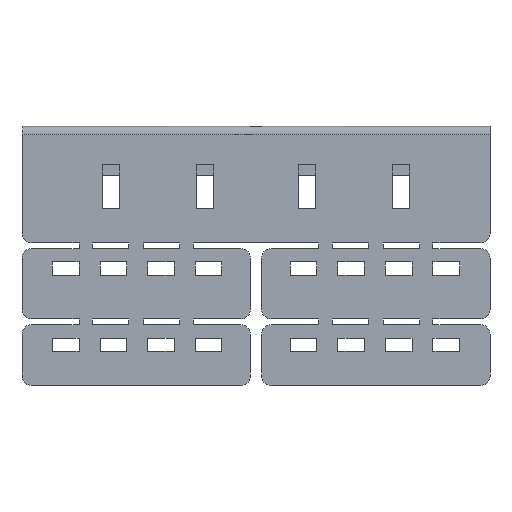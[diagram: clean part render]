
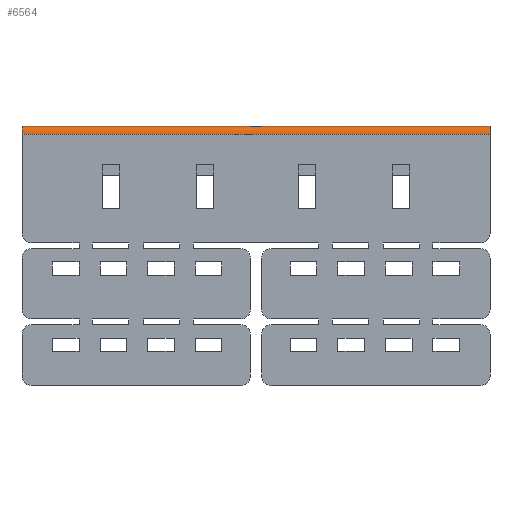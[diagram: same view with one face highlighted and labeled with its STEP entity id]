
A CAD part, top view. The second image highlights one B-rep face of the part: STEP entity #6564.
In plain terms, the highlighted cylindrical face has radius 4 mm (diameter 8 mm), a partial arc.
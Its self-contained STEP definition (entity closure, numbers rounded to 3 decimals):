
#1883=DIRECTION('',(1.,0.,0.));
#1884=VECTOR('',#1883,120.);
#1885=CARTESIAN_POINT('',(0.,136.217,-2.));
#1886=LINE('',#1885,#1884);
#1887=CARTESIAN_POINT('',(120.,132.217,-2.));
#1888=DIRECTION('',(-1.,0.,0.));
#1889=DIRECTION('',(0.,0.947,0.32));
#1890=AXIS2_PLACEMENT_3D('',#1887,#1888,#1889);
#1892=DIRECTION('',(-1.,0.,0.));
#1893=VECTOR('',#1892,6.);
#1894=CARTESIAN_POINT('',(126.,136.007,-0.721));
#1895=LINE('',#1894,#1893);
#1896=CARTESIAN_POINT('',(126.,132.217,-2.));
#1897=DIRECTION('',(1.,0.,0.));
#1898=DIRECTION('',(0.,1.,0.));
#1899=AXIS2_PLACEMENT_3D('',#1896,#1897,#1898);
#1901=DIRECTION('',(1.,0.,0.));
#1902=VECTOR('',#1901,120.);
#1903=CARTESIAN_POINT('',(126.,136.217,-2.));
#1904=LINE('',#1903,#1902);
#1905=CARTESIAN_POINT('',(246.,132.217,-2.));
#1906=DIRECTION('',(-1.,0.,0.));
#1907=DIRECTION('',(0.,0.,1.));
#1908=AXIS2_PLACEMENT_3D('',#1905,#1906,#1907);
#1910=CARTESIAN_POINT('',(0.,132.217,-2.));
#1911=DIRECTION('',(1.,0.,0.));
#1912=DIRECTION('',(0.,1.,0.));
#1913=AXIS2_PLACEMENT_3D('',#1910,#1911,#1912);
#1915=DIRECTION('',(1.,0.,0.));
#1916=VECTOR('',#1915,246.);
#1917=CARTESIAN_POINT('',(0.,132.217,2.));
#1918=LINE('',#1917,#1916);
#4153=CARTESIAN_POINT('',(0.,132.217,2.));
#4154=VERTEX_POINT('',#4153);
#4155=CARTESIAN_POINT('',(246.,132.217,2.));
#4156=VERTEX_POINT('',#4155);
#4161=CARTESIAN_POINT('',(126.,136.217,-2.));
#4162=VERTEX_POINT('',#4161);
#4163=CARTESIAN_POINT('',(120.,136.217,-2.));
#4164=VERTEX_POINT('',#4163);
#4169=CARTESIAN_POINT('',(0.,136.217,-2.));
#4170=VERTEX_POINT('',#4169);
#4171=CARTESIAN_POINT('',(246.,136.217,-2.));
#4172=VERTEX_POINT('',#4171);
#4173=CARTESIAN_POINT('',(120.,136.007,-0.721));
#4174=VERTEX_POINT('',#4173);
#4175=CARTESIAN_POINT('',(126.,136.007,-0.721));
#4176=VERTEX_POINT('',#4175);
#6548=CARTESIAN_POINT('',(246.,132.217,-2.));
#6549=DIRECTION('',(-1.,0.,0.));
#6550=DIRECTION('',(0.,0.,1.));
#6551=AXIS2_PLACEMENT_3D('',#6548,#6549,#6550);
#6552=CYLINDRICAL_SURFACE('',#6551,4.);
#6553=ORIENTED_EDGE('',*,*,#6527,.T.);
#6554=ORIENTED_EDGE('',*,*,#4654,.F.);
#6555=ORIENTED_EDGE('',*,*,#4667,.F.);
#6556=ORIENTED_EDGE('',*,*,#4680,.F.);
#6557=ORIENTED_EDGE('',*,*,#6540,.T.);
#6558=ORIENTED_EDGE('',*,*,#5748,.F.);
#6560=ORIENTED_EDGE('',*,*,#6559,.F.);
#6561=ORIENTED_EDGE('',*,*,#6502,.F.);
#6562=EDGE_LOOP('',(#6553,#6554,#6555,#6556,#6557,#6558,#6560,#6561));
#6563=FACE_OUTER_BOUND('',#6562,.F.);
#6564=ADVANCED_FACE('',(#6563),#6552,.T.);
#1891=CIRCLE('',#1890,4.);
#1900=CIRCLE('',#1899,4.);
#1909=CIRCLE('',#1908,4.);
#1914=CIRCLE('',#1913,4.);
#4654=EDGE_CURVE('',#4174,#4164,#1891,.T.);
#4667=EDGE_CURVE('',#4176,#4174,#1895,.T.);
#4680=EDGE_CURVE('',#4162,#4176,#1900,.T.);
#5748=EDGE_CURVE('',#4156,#4172,#1909,.T.);
#6502=EDGE_CURVE('',#4170,#4154,#1914,.T.);
#6527=EDGE_CURVE('',#4170,#4164,#1886,.T.);
#6540=EDGE_CURVE('',#4162,#4172,#1904,.T.);
#6559=EDGE_CURVE('',#4154,#4156,#1918,.T.);
